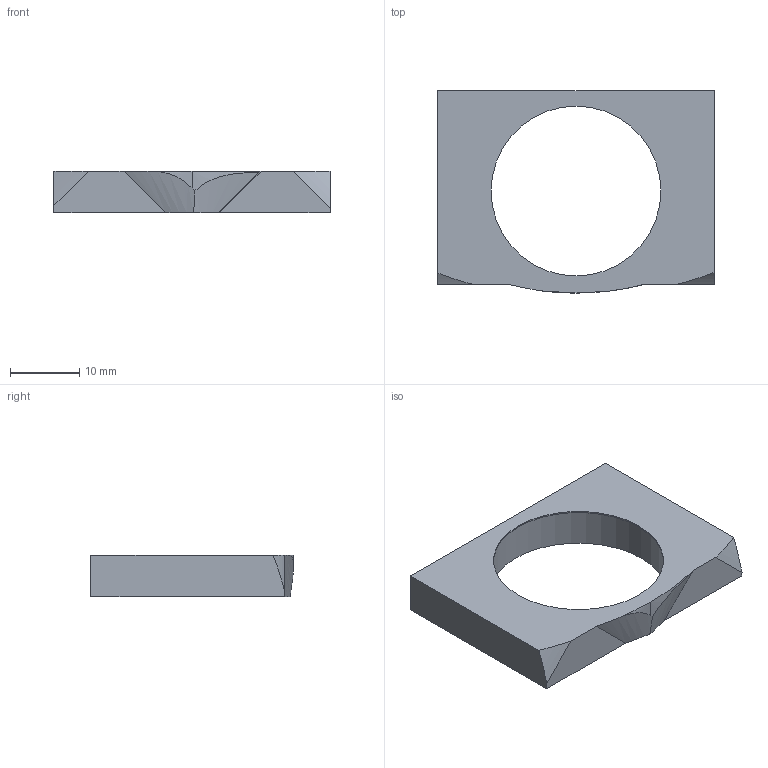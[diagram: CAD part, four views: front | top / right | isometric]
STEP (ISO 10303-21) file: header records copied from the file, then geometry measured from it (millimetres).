
FILE_DESCRIPTION(/* description */ (''),/* implementation_level */ '2;1');
FILE_NAME(/* name */ '20_Cube_Insert_Kinematic_Mirrormount_45_Thorlabsadapter_StopRing.ipt.step',/* time_stamp */ '2022-11-29T08:01:14+01:00',/* author */ ('diederichbenedict'),/* organization */ (''),/* preprocessor_version */ 'ST-DEVELOPER v18.1',/* originating_system */ 'Autodesk Inventor 2022',/* authorisation */ '');
FILE_SCHEMA (('AUTOMOTIVE_DESIGN { 1 0 10303 214 3 1 1 }'));
Length unit declared in the file: millimetre
Products named in the file (1): 20_Cube_Insert_Kinematic_Mirrormount_45_Thorlabsadapter_StopRing
Bounding box: 40 x 29.27 x 6 mm (x, y, z)
Volume: 3489.1 mm3; surface area: 2723.3 mm2
Topology: 1 solids, 1 shells, 21 faces, 57 edges, 39 vertices
Faces by surface type: plane 9, cylinder 6, sphere 4, bspline 2
Full cylindrical faces by diameter (mm): 24.6 x1, 25.7 x1
Entity records: 748 total; most frequent: CARTESIAN_POINT 199, DIRECTION 101, ORIENTED_EDGE 98, EDGE_CURVE 49, VERTEX_POINT 39, AXIS2_PLACEMENT_3D 39, EDGE_LOOP 32, LINE 23
